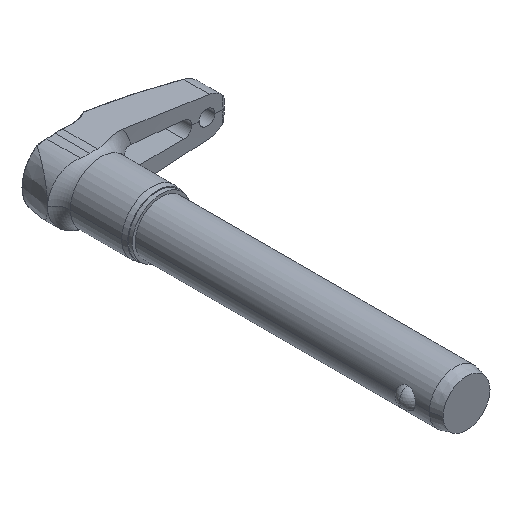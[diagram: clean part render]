
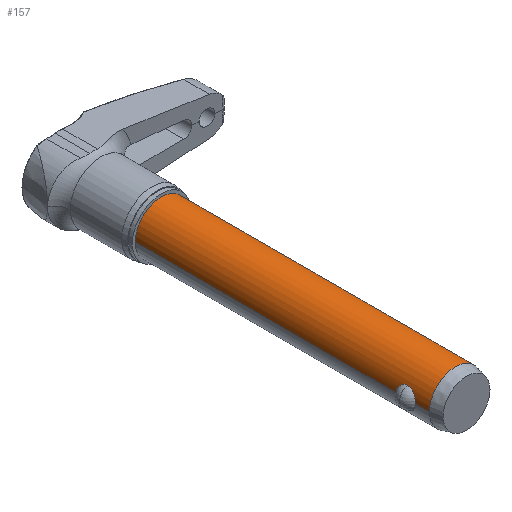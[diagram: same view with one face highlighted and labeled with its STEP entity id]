
A CAD part, isometric view. The second image highlights one B-rep face of the part: STEP entity #157.
In plain terms, the highlighted cylindrical face has radius 10 mm (diameter 20 mm), a partial arc.
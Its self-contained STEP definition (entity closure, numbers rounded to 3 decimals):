
#157=ADVANCED_FACE('',(#352),#353,.T.);
#352=FACE_OUTER_BOUND('',#584,.T.);
#353=CYLINDRICAL_SURFACE('',#585,10.0);
#584=EDGE_LOOP('',(#1076,#1077,#1078,#1079,#1080,#1081,#1082,#1083,#1084,#1085));
#585=AXIS2_PLACEMENT_3D('',#1086,#1087,#1088);
#1076=ORIENTED_EDGE('',*,*,#1611,.T.);
#1077=ORIENTED_EDGE('',*,*,#1634,.T.);
#1078=ORIENTED_EDGE('',*,*,#1627,.T.);
#1079=ORIENTED_EDGE('',*,*,#1618,.T.);
#1080=ORIENTED_EDGE('',*,*,#1640,.F.);
#1081=ORIENTED_EDGE('',*,*,#1616,.T.);
#1082=ORIENTED_EDGE('',*,*,#1630,.T.);
#1083=ORIENTED_EDGE('',*,*,#1632,.T.);
#1084=ORIENTED_EDGE('',*,*,#1613,.T.);
#1085=ORIENTED_EDGE('',*,*,#1638,.T.);
#1086=CARTESIAN_POINT('',(0.0,-56.375,0.0));
#1087=DIRECTION('',(-0.0,1.0,0.0));
#1088=DIRECTION('',(1.0,0.0,0.0));
#1611=EDGE_CURVE('',#1969,#1970,#1971,.T.);
#1613=EDGE_CURVE('',#1974,#1972,#1975,.T.);
#1616=EDGE_CURVE('',#1980,#1978,#1981,.T.);
#1618=EDGE_CURVE('',#1984,#1982,#1985,.T.);
#1627=EDGE_CURVE('',#1996,#1984,#1998,.T.);
#1630=EDGE_CURVE('',#1978,#2000,#2002,.T.);
#1632=EDGE_CURVE('',#2000,#1974,#2004,.T.);
#1634=EDGE_CURVE('',#1970,#1996,#2006,.T.);
#1638=EDGE_CURVE('',#1972,#1969,#2010,.T.);
#1640=EDGE_CURVE('',#1980,#1982,#2012,.T.);
#1969=VERTEX_POINT('',#2763);
#1970=VERTEX_POINT('',#2764);
#1971=LINE('',#2765,#2766);
#1972=VERTEX_POINT('',#2767);
#1974=VERTEX_POINT('',#2769);
#1975=LINE('',#2770,#2771);
#1978=VERTEX_POINT('',#2795);
#1980=VERTEX_POINT('',#2818);
#1981=LINE('',#2819,#2820);
#1982=VERTEX_POINT('',#2821);
#1984=VERTEX_POINT('',#2823);
#1985=LINE('',#2824,#2825);
#1996=VERTEX_POINT('',#2880);
#1998=B_SPLINE_CURVE_WITH_KNOTS('',3,(#2882,#2883,#2884,#2885,#2886,#2887,#2888,#2889,#2890,#2891,#2892,#2893,#2894,#2895,#2896,#2897,#2898,#2899,#2900,#2901,#2902,#2903),.UNSPECIFIED.,.F.,.F.,(4,2,2,2,2,2,2,2,2,2,4),(11.484,12.114,12.745,13.376,14.006,14.606,15.206,15.711,16.216,16.721,17.226),.UNSPECIFIED.);
#2000=VERTEX_POINT('',#2905);
#2002=B_SPLINE_CURVE_WITH_KNOTS('',3,(#2907,#2908,#2909,#2910,#2911,#2912,#2913,#2914,#2915,#2916,#2917,#2918,#2919,#2920,#2921,#2922,#2923,#2924,#2925,#2926,#2927,#2928),.UNSPECIFIED.,.F.,.F.,(4,2,2,2,2,2,2,2,2,2,4),(17.226,17.731,18.236,18.741,19.246,19.846,20.445,21.076,21.707,22.337,22.968),.UNSPECIFIED.);
#2004=B_SPLINE_CURVE_WITH_KNOTS('',3,(#2930,#2931,#2932,#2933,#2934,#2935,#2936,#2937,#2938,#2939,#2940,#2941,#2942,#2943,#2944,#2945,#2946,#2947,#2948,#2949,#2950,#2951),.UNSPECIFIED.,.F.,.F.,(4,2,2,2,2,2,2,2,2,2,4),(0.0,0.631,1.261,1.892,2.522,3.122,3.722,4.227,4.732,5.237,5.742),.UNSPECIFIED.);
#2006=B_SPLINE_CURVE_WITH_KNOTS('',3,(#2953,#2954,#2955,#2956,#2957,#2958,#2959,#2960,#2961,#2962,#2963,#2964,#2965,#2966,#2967,#2968,#2969,#2970,#2971,#2972,#2973,#2974),.UNSPECIFIED.,.F.,.F.,(4,2,2,2,2,2,2,2,2,2,4),(5.742,6.247,6.752,7.257,7.762,8.362,8.962,9.592,10.223,10.853,11.484),.UNSPECIFIED.);
#2010=CIRCLE('',#2978,10.0);
#2012=CIRCLE('',#2980,10.0);
#2763=CARTESIAN_POINT('',(10.0,-112.75,0.0));
#2764=CARTESIAN_POINT('',(10.0,-107.332,0.));
#2765=CARTESIAN_POINT('',(10.0,-56.375,0.));
#2766=VECTOR('',#3578,1.0);
#2767=CARTESIAN_POINT('',(-10.0,-112.75,0.));
#2769=CARTESIAN_POINT('',(-10.0,-107.332,0.));
#2770=CARTESIAN_POINT('',(-10.0,-56.375,0.));
#2771=VECTOR('',#3582,1.0);
#2795=CARTESIAN_POINT('',(-10.0,-100.0,0.));
#2818=CARTESIAN_POINT('',(-10.0,0.,0.));
#2819=CARTESIAN_POINT('',(-10.0,-56.375,0.));
#2820=VECTOR('',#3583,1.0);
#2821=CARTESIAN_POINT('',(10.0,0.0,0.0));
#2823=CARTESIAN_POINT('',(10.0,-100.0,0.));
#2824=CARTESIAN_POINT('',(10.0,-56.375,0.));
#2825=VECTOR('',#3587,1.0);
#2880=CARTESIAN_POINT('',(9.2,-103.666,3.919));
#2882=CARTESIAN_POINT('',(9.2,-103.666,3.919));
#2883=CARTESIAN_POINT('',(9.2,-103.456,3.919));
#2884=CARTESIAN_POINT('',(9.208,-103.239,3.9));
#2885=CARTESIAN_POINT('',(9.241,-102.806,3.821));
#2886=CARTESIAN_POINT('',(9.266,-102.591,3.761));
#2887=CARTESIAN_POINT('',(9.329,-102.178,3.602));
#2888=CARTESIAN_POINT('',(9.367,-101.979,3.503));
#2889=CARTESIAN_POINT('',(9.45,-101.61,3.274));
#2890=CARTESIAN_POINT('',(9.494,-101.439,3.145));
#2891=CARTESIAN_POINT('',(9.578,-101.141,2.876));
#2892=CARTESIAN_POINT('',(9.624,-100.993,2.721));
#2893=CARTESIAN_POINT('',(9.713,-100.727,2.385));
#2894=CARTESIAN_POINT('',(9.756,-100.61,2.205));
#2895=CARTESIAN_POINT('',(9.821,-100.434,1.888));
#2896=CARTESIAN_POINT('',(9.85,-100.36,1.731));
#2897=CARTESIAN_POINT('',(9.903,-100.23,1.402));
#2898=CARTESIAN_POINT('',(9.926,-100.174,1.229));
#2899=CARTESIAN_POINT('',(9.963,-100.086,0.878));
#2900=CARTESIAN_POINT('',(9.977,-100.053,0.699));
#2901=CARTESIAN_POINT('',(9.996,-100.01,0.344));
#2902=CARTESIAN_POINT('',(10.0,-100.0,0.168));
#2903=CARTESIAN_POINT('',(10.0,-100.0,0.));
#2905=CARTESIAN_POINT('',(-9.2,-103.666,3.919));
#2907=CARTESIAN_POINT('',(-10.0,-100.0,0.));
#2908=CARTESIAN_POINT('',(-10.0,-100.0,0.168));
#2909=CARTESIAN_POINT('',(-9.996,-100.01,0.344));
#2910=CARTESIAN_POINT('',(-9.977,-100.053,0.699));
#2911=CARTESIAN_POINT('',(-9.963,-100.086,0.878));
#2912=CARTESIAN_POINT('',(-9.926,-100.174,1.229));
#2913=CARTESIAN_POINT('',(-9.903,-100.23,1.402));
#2914=CARTESIAN_POINT('',(-9.85,-100.36,1.731));
#2915=CARTESIAN_POINT('',(-9.821,-100.434,1.888));
#2916=CARTESIAN_POINT('',(-9.756,-100.61,2.205));
#2917=CARTESIAN_POINT('',(-9.713,-100.727,2.385));
#2918=CARTESIAN_POINT('',(-9.624,-100.993,2.721));
#2919=CARTESIAN_POINT('',(-9.578,-101.141,2.876));
#2920=CARTESIAN_POINT('',(-9.494,-101.439,3.145));
#2921=CARTESIAN_POINT('',(-9.45,-101.61,3.274));
#2922=CARTESIAN_POINT('',(-9.367,-101.979,3.503));
#2923=CARTESIAN_POINT('',(-9.329,-102.178,3.602));
#2924=CARTESIAN_POINT('',(-9.266,-102.591,3.761));
#2925=CARTESIAN_POINT('',(-9.241,-102.806,3.821));
#2926=CARTESIAN_POINT('',(-9.208,-103.239,3.9));
#2927=CARTESIAN_POINT('',(-9.2,-103.456,3.919));
#2928=CARTESIAN_POINT('',(-9.2,-103.666,3.919));
#2930=CARTESIAN_POINT('',(-9.2,-103.666,3.919));
#2931=CARTESIAN_POINT('',(-9.2,-103.876,3.919));
#2932=CARTESIAN_POINT('',(-9.208,-104.093,3.9));
#2933=CARTESIAN_POINT('',(-9.241,-104.526,3.821));
#2934=CARTESIAN_POINT('',(-9.266,-104.741,3.761));
#2935=CARTESIAN_POINT('',(-9.329,-105.154,3.602));
#2936=CARTESIAN_POINT('',(-9.367,-105.353,3.503));
#2937=CARTESIAN_POINT('',(-9.45,-105.722,3.274));
#2938=CARTESIAN_POINT('',(-9.494,-105.893,3.145));
#2939=CARTESIAN_POINT('',(-9.578,-106.192,2.876));
#2940=CARTESIAN_POINT('',(-9.624,-106.339,2.721));
#2941=CARTESIAN_POINT('',(-9.713,-106.605,2.385));
#2942=CARTESIAN_POINT('',(-9.756,-106.723,2.205));
#2943=CARTESIAN_POINT('',(-9.821,-106.898,1.888));
#2944=CARTESIAN_POINT('',(-9.85,-106.972,1.731));
#2945=CARTESIAN_POINT('',(-9.903,-107.102,1.402));
#2946=CARTESIAN_POINT('',(-9.926,-107.158,1.229));
#2947=CARTESIAN_POINT('',(-9.963,-107.247,0.878));
#2948=CARTESIAN_POINT('',(-9.977,-107.279,0.699));
#2949=CARTESIAN_POINT('',(-9.996,-107.322,0.344));
#2950=CARTESIAN_POINT('',(-10.0,-107.332,0.168));
#2951=CARTESIAN_POINT('',(-10.0,-107.332,0.));
#2953=CARTESIAN_POINT('',(10.0,-107.332,0.0));
#2954=CARTESIAN_POINT('',(10.0,-107.332,0.168));
#2955=CARTESIAN_POINT('',(9.996,-107.322,0.344));
#2956=CARTESIAN_POINT('',(9.977,-107.279,0.699));
#2957=CARTESIAN_POINT('',(9.963,-107.247,0.878));
#2958=CARTESIAN_POINT('',(9.926,-107.158,1.229));
#2959=CARTESIAN_POINT('',(9.903,-107.102,1.402));
#2960=CARTESIAN_POINT('',(9.85,-106.972,1.731));
#2961=CARTESIAN_POINT('',(9.821,-106.898,1.888));
#2962=CARTESIAN_POINT('',(9.756,-106.723,2.205));
#2963=CARTESIAN_POINT('',(9.713,-106.605,2.385));
#2964=CARTESIAN_POINT('',(9.624,-106.339,2.721));
#2965=CARTESIAN_POINT('',(9.578,-106.192,2.876));
#2966=CARTESIAN_POINT('',(9.494,-105.893,3.145));
#2967=CARTESIAN_POINT('',(9.45,-105.722,3.274));
#2968=CARTESIAN_POINT('',(9.367,-105.353,3.503));
#2969=CARTESIAN_POINT('',(9.329,-105.154,3.602));
#2970=CARTESIAN_POINT('',(9.266,-104.741,3.761));
#2971=CARTESIAN_POINT('',(9.241,-104.526,3.821));
#2972=CARTESIAN_POINT('',(9.208,-104.093,3.9));
#2973=CARTESIAN_POINT('',(9.2,-103.876,3.919));
#2974=CARTESIAN_POINT('',(9.2,-103.666,3.919));
#2978=AXIS2_PLACEMENT_3D('',#3602,#3603,#3604);
#2980=AXIS2_PLACEMENT_3D('',#3605,#3606,#3607);
#3578=DIRECTION('',(0.0,1.0,0.0));
#3582=DIRECTION('',(-0.0,-1.0,-0.0));
#3583=DIRECTION('',(-0.0,-1.0,-0.0));
#3587=DIRECTION('',(0.0,1.0,0.0));
#3602=CARTESIAN_POINT('',(0.0,-112.75,0.0));
#3603=DIRECTION('',(-0.0,1.0,0.0));
#3604=DIRECTION('',(1.0,0.0,0.0));
#3605=CARTESIAN_POINT('',(0.0,0.0,0.0));
#3606=DIRECTION('',(-0.0,1.0,0.));
#3607=DIRECTION('',(1.0,0.0,0.0));
